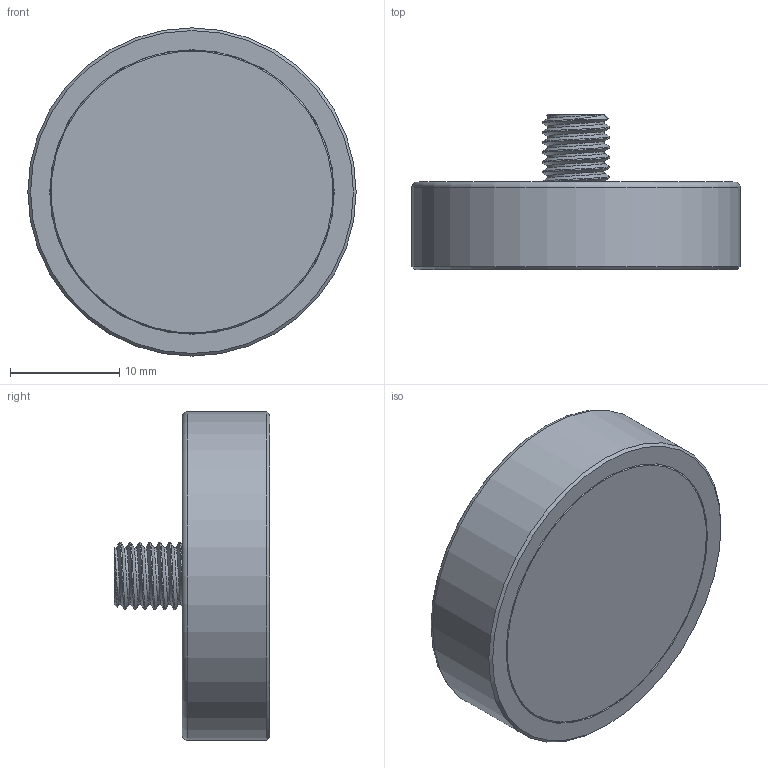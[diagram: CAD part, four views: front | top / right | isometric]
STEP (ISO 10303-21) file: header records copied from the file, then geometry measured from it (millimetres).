
FILE_DESCRIPTION (( 'STEP AP203' ), '1' );
FILE_NAME ('6VW3-02.STEP', '2022-02-02T10:46:40', ( '' ), ( '' ), 'SwSTEP 2.0', 'SolidWorks 2020', '' );
FILE_SCHEMA (( 'CONFIG_CONTROL_DESIGN' ));
Length unit declared in the file: millimetre
Products named in the file (3): T-605681-002-1; T-605681-002-2; 6VW3-02
Assembly tree (2 placements, depth 2):
  6VW3-02
    T-605681-002-1
    T-605681-002-2
Bounding box: 30 x 14.2 x 30 mm (x, y, z)
Volume: 5788.8 mm3; surface area: 3999.6 mm2
Topology: 2 solids, 2 shells, 19 faces, 34 edges, 21 vertices
Faces by surface type: plane 6, cone 5, cylinder 4, bspline 3, torus 1
Full cylindrical faces by diameter (mm): 26 x2, 30 x1
Entity records: 3611 total; most frequent: CARTESIAN_POINT 3018, DIRECTION 66, ORIENTED_EDGE 46, AXIS2_PLACEMENT_3D 33, EDGE_LOOP 28, PERSON_AND_ORGANIZATION 26, EDGE_CURVE 23, FACE_OUTER_BOUND 22
